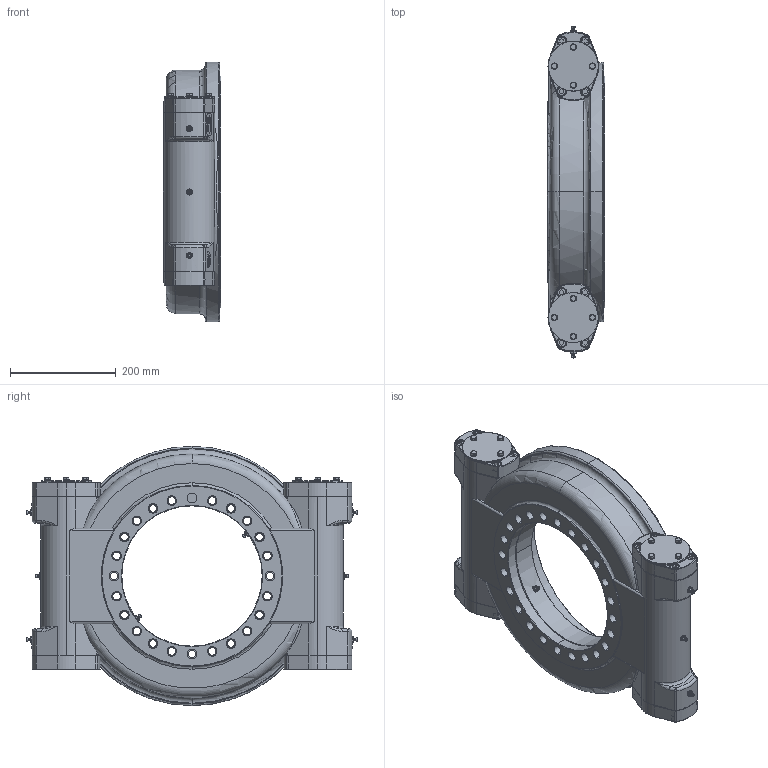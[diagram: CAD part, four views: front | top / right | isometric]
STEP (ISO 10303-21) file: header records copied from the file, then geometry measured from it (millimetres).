
FILE_DESCRIPTION (( 'STEP AP214' ), '1' );
FILE_NAME ('TE435-2-Z0-RM - SH.STEP', '2018-01-19T07:15:39', ( '' ), ( '' ), 'SwSTEP 2.0', 'SolidWorks 2015', '' );
FILE_SCHEMA (( 'AUTOMOTIVE_DESIGN' ));
Length unit declared in the file: millimetre
Products named in the file (1): TE435-2-Z0-RM - SH
Bounding box: 109 x 627.17 x 490 mm (x, y, z)
Surface area: 1017510.2 mm2 (no closed solid volume)
Topology: 0 solids, 72 shells, 1122 faces, 3672 edges, 2566 vertices
Faces by surface type: plane 382, cylinder 379, torus 185, cone 152, bspline 16, sphere 8
Entity records: 58284 total; most frequent: CARTESIAN_POINT 13861, DIRECTION 6863, ORIENTED_EDGE 5941, EDGE_CURVE 3660, AXIS2_PLACEMENT_3D 2673, VERTEX_POINT 2566, CIRCLE 1566, VECTOR 1517
